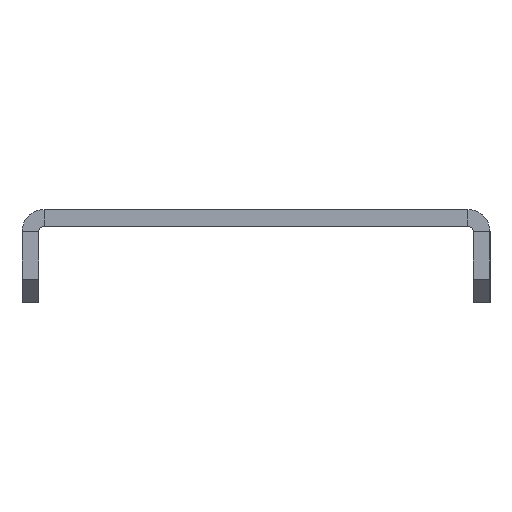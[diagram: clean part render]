
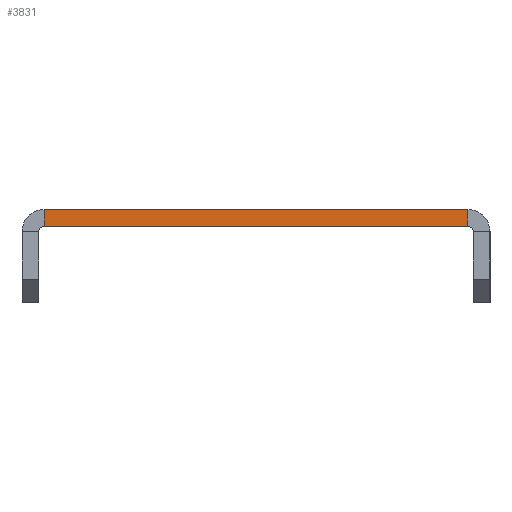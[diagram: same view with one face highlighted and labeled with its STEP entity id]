
A CAD part, left-side view. The second image highlights one B-rep face of the part: STEP entity #3831.
In plain terms, the highlighted planar face has unit normal (-1, 0, 0).
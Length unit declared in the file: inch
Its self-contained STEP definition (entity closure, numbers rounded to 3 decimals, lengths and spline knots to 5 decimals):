
#14 = LINE ( 'NONE', #797, #26 ) ;
#26 = VECTOR ( 'NONE', #1143, 39.37008 ) ;
#244 = EDGE_CURVE ( 'NONE', #3500, #966, #14, .T. ) ;
#256 = EDGE_CURVE ( 'NONE', #3500, #2039, #3429, .T. ) ;
#260 = EDGE_CURVE ( 'NONE', #966, #787, #3915, .T. ) ;
#264 = EDGE_CURVE ( 'NONE', #787, #2039, #3905, .T. ) ;
#309 = CARTESIAN_POINT ( 'NONE',  ( 0., 2.40069, -0.09 ) ) ;
#332 = CARTESIAN_POINT ( 'NONE',  ( 0., 0.119, 0. ) ) ;
#431 = EDGE_LOOP ( 'NONE', ( #3809, #1802, #933, #1946 ) ) ;
#787 = VERTEX_POINT ( 'NONE', #1730 ) ;
#797 = CARTESIAN_POINT ( 'NONE',  ( 0., 2.40069, 0. ) ) ;
#814 = DIRECTION ( 'NONE',  ( 0., 0., 1. ) ) ;
#880 = DIRECTION ( 'NONE',  ( 0., -1., 0. ) ) ;
#890 = VECTOR ( 'NONE', #1052, 39.37008 ) ;
#926 = CARTESIAN_POINT ( 'NONE',  ( 0., 0.119, -0.09 ) ) ;
#933 = ORIENTED_EDGE ( 'NONE', *, *, #260, .T. ) ;
#966 = VERTEX_POINT ( 'NONE', #309 ) ;
#994 = CARTESIAN_POINT ( 'NONE',  ( 0., 0., 0. ) ) ;
#1033 = CARTESIAN_POINT ( 'NONE',  ( 0., 0., -0.09 ) ) ;
#1052 = DIRECTION ( 'NONE',  ( 0., -1., 0. ) ) ;
#1143 = DIRECTION ( 'NONE',  ( 0., 0., -1. ) ) ;
#1359 = FACE_OUTER_BOUND ( 'NONE', #431, .T. ) ;
#1730 = CARTESIAN_POINT ( 'NONE',  ( 0., 0.119, -0.09 ) ) ;
#1802 = ORIENTED_EDGE ( 'NONE', *, *, #244, .T. ) ;
#1946 = ORIENTED_EDGE ( 'NONE', *, *, #264, .T. ) ;
#1947 = AXIS2_PLACEMENT_3D ( 'NONE', #2369, #2228, #2224 ) ;
#2039 = VERTEX_POINT ( 'NONE', #332 ) ;
#2224 = DIRECTION ( 'NONE',  ( 0., 0., 1. ) ) ;
#2228 = DIRECTION ( 'NONE',  ( -1., 0., 0. ) ) ;
#2271 = PLANE ( 'NONE',  #1947 ) ;
#2369 = CARTESIAN_POINT ( 'NONE',  ( 0., 2.42969, -0.119 ) ) ;
#3253 = CARTESIAN_POINT ( 'NONE',  ( 0., 2.40069, 0. ) ) ;
#3429 = LINE ( 'NONE', #994, #890 ) ;
#3500 = VERTEX_POINT ( 'NONE', #3253 ) ;
#3809 = ORIENTED_EDGE ( 'NONE', *, *, #256, .F. ) ;
#3831 = ADVANCED_FACE ( 'NONE', ( #1359 ), #2271, .T. ) ;
#3892 = VECTOR ( 'NONE', #814, 39.37008 ) ;
#3905 = LINE ( 'NONE', #926, #3892 ) ;
#3911 = VECTOR ( 'NONE', #880, 39.37008 ) ;
#3915 = LINE ( 'NONE', #1033, #3911 ) ;
